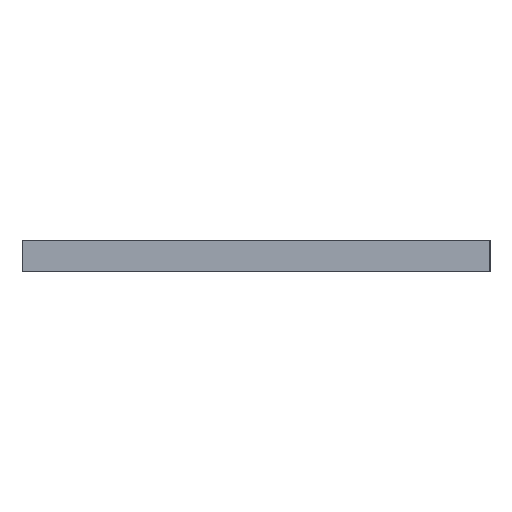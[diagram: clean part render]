
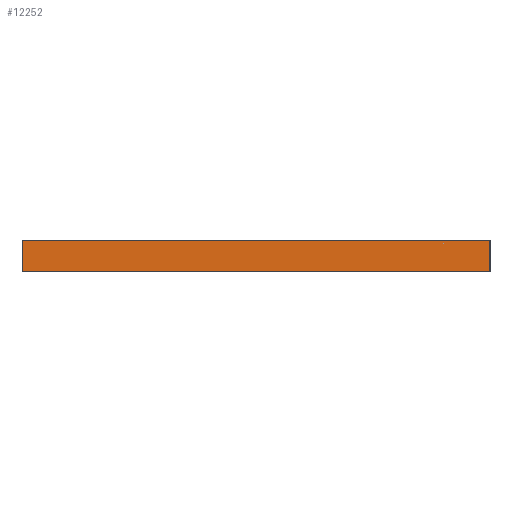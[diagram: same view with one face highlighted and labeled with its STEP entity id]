
A CAD part, left-side view. The second image highlights one B-rep face of the part: STEP entity #12252.
In plain terms, the highlighted planar face has unit normal (-1, 0, 0).
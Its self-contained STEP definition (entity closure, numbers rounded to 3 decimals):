
#32 = PLANE('',#33);
#33 = AXIS2_PLACEMENT_3D('',#34,#35,#36);
#34 = CARTESIAN_POINT('',(0.,0.,0.));
#35 = DIRECTION('',(0.,0.,1.));
#36 = DIRECTION('',(1.,0.,-0.));
#141 = VERTEX_POINT('',#142);
#142 = CARTESIAN_POINT('',(-150.,-75.,0.));
#158 = PLANE('',#159);
#159 = AXIS2_PLACEMENT_3D('',#160,#161,#162);
#160 = CARTESIAN_POINT('',(-150.,-75.,0.));
#161 = DIRECTION('',(0.,1.,0.));
#162 = DIRECTION('',(1.,0.,0.));
#199 = VERTEX_POINT('',#200);
#200 = CARTESIAN_POINT('',(-150.,75.,0.));
#214 = PLANE('',#215);
#215 = AXIS2_PLACEMENT_3D('',#216,#217,#218);
#216 = CARTESIAN_POINT('',(150.,75.,0.));
#217 = DIRECTION('',(0.,-1.,0.));
#218 = DIRECTION('',(-1.,0.,0.));
#226 = EDGE_CURVE('',#199,#141,#227,.T.);
#227 = SURFACE_CURVE('',#228,(#232,#239),.PCURVE_S1.);
#228 = LINE('',#229,#230);
#229 = CARTESIAN_POINT('',(-150.,75.,0.));
#230 = VECTOR('',#231,1.);
#231 = DIRECTION('',(0.,-1.,0.));
#232 = PCURVE('',#32,#233);
#233 = DEFINITIONAL_REPRESENTATION('',(#234),#238);
#234 = LINE('',#235,#236);
#235 = CARTESIAN_POINT('',(-150.,75.));
#236 = VECTOR('',#237,1.);
#237 = DIRECTION('',(0.,-1.));
#238 = ( GEOMETRIC_REPRESENTATION_CONTEXT(2) 
PARAMETRIC_REPRESENTATION_CONTEXT() REPRESENTATION_CONTEXT('2D SPACE',''
  ) );
#239 = PCURVE('',#240,#245);
#240 = PLANE('',#241);
#241 = AXIS2_PLACEMENT_3D('',#242,#243,#244);
#242 = CARTESIAN_POINT('',(-150.,75.,0.));
#243 = DIRECTION('',(1.,0.,-0.));
#244 = DIRECTION('',(0.,-1.,0.));
#245 = DEFINITIONAL_REPRESENTATION('',(#246),#250);
#246 = LINE('',#247,#248);
#247 = CARTESIAN_POINT('',(0.,0.));
#248 = VECTOR('',#249,1.);
#249 = DIRECTION('',(1.,0.));
#250 = ( GEOMETRIC_REPRESENTATION_CONTEXT(2) 
PARAMETRIC_REPRESENTATION_CONTEXT() REPRESENTATION_CONTEXT('2D SPACE',''
  ) );
#12149 = PLANE('',#12150);
#12150 = AXIS2_PLACEMENT_3D('',#12151,#12152,#12153);
#12151 = CARTESIAN_POINT('',(0.,70.,10.));
#12152 = DIRECTION('',(0.,0.,1.));
#12153 = DIRECTION('',(1.,0.,-0.));
#12185 = EDGE_CURVE('',#141,#12186,#12188,.T.);
#12186 = VERTEX_POINT('',#12187);
#12187 = CARTESIAN_POINT('',(-150.,-75.,10.));
#12188 = SURFACE_CURVE('',#12189,(#12193,#12200),.PCURVE_S1.);
#12189 = LINE('',#12190,#12191);
#12190 = CARTESIAN_POINT('',(-150.,-75.,0.));
#12191 = VECTOR('',#12192,1.);
#12192 = DIRECTION('',(0.,0.,1.));
#12193 = PCURVE('',#158,#12194);
#12194 = DEFINITIONAL_REPRESENTATION('',(#12195),#12199);
#12195 = LINE('',#12196,#12197);
#12196 = CARTESIAN_POINT('',(0.,0.));
#12197 = VECTOR('',#12198,1.);
#12198 = DIRECTION('',(0.,-1.));
#12199 = ( GEOMETRIC_REPRESENTATION_CONTEXT(2) 
PARAMETRIC_REPRESENTATION_CONTEXT() REPRESENTATION_CONTEXT('2D SPACE',''
  ) );
#12200 = PCURVE('',#240,#12201);
#12201 = DEFINITIONAL_REPRESENTATION('',(#12202),#12206);
#12202 = LINE('',#12203,#12204);
#12203 = CARTESIAN_POINT('',(150.,0.));
#12204 = VECTOR('',#12205,1.);
#12205 = DIRECTION('',(0.,-1.));
#12206 = ( GEOMETRIC_REPRESENTATION_CONTEXT(2) 
PARAMETRIC_REPRESENTATION_CONTEXT() REPRESENTATION_CONTEXT('2D SPACE',''
  ) );
#12252 = ADVANCED_FACE('',(#12253),#240,.F.);
#12253 = FACE_BOUND('',#12254,.F.);
#12254 = EDGE_LOOP('',(#12255,#12278,#12299,#12300));
#12255 = ORIENTED_EDGE('',*,*,#12256,.T.);
#12256 = EDGE_CURVE('',#199,#12257,#12259,.T.);
#12257 = VERTEX_POINT('',#12258);
#12258 = CARTESIAN_POINT('',(-150.,75.,10.));
#12259 = SURFACE_CURVE('',#12260,(#12264,#12271),.PCURVE_S1.);
#12260 = LINE('',#12261,#12262);
#12261 = CARTESIAN_POINT('',(-150.,75.,0.));
#12262 = VECTOR('',#12263,1.);
#12263 = DIRECTION('',(0.,0.,1.));
#12264 = PCURVE('',#240,#12265);
#12265 = DEFINITIONAL_REPRESENTATION('',(#12266),#12270);
#12266 = LINE('',#12267,#12268);
#12267 = CARTESIAN_POINT('',(0.,0.));
#12268 = VECTOR('',#12269,1.);
#12269 = DIRECTION('',(0.,-1.));
#12270 = ( GEOMETRIC_REPRESENTATION_CONTEXT(2) 
PARAMETRIC_REPRESENTATION_CONTEXT() REPRESENTATION_CONTEXT('2D SPACE',''
  ) );
#12271 = PCURVE('',#214,#12272);
#12272 = DEFINITIONAL_REPRESENTATION('',(#12273),#12277);
#12273 = LINE('',#12274,#12275);
#12274 = CARTESIAN_POINT('',(300.,0.));
#12275 = VECTOR('',#12276,1.);
#12276 = DIRECTION('',(0.,-1.));
#12277 = ( GEOMETRIC_REPRESENTATION_CONTEXT(2) 
PARAMETRIC_REPRESENTATION_CONTEXT() REPRESENTATION_CONTEXT('2D SPACE',''
  ) );
#12278 = ORIENTED_EDGE('',*,*,#12279,.T.);
#12279 = EDGE_CURVE('',#12257,#12186,#12280,.T.);
#12280 = SURFACE_CURVE('',#12281,(#12285,#12292),.PCURVE_S1.);
#12281 = LINE('',#12282,#12283);
#12282 = CARTESIAN_POINT('',(-150.,75.,10.));
#12283 = VECTOR('',#12284,1.);
#12284 = DIRECTION('',(0.,-1.,0.));
#12285 = PCURVE('',#240,#12286);
#12286 = DEFINITIONAL_REPRESENTATION('',(#12287),#12291);
#12287 = LINE('',#12288,#12289);
#12288 = CARTESIAN_POINT('',(0.,-10.));
#12289 = VECTOR('',#12290,1.);
#12290 = DIRECTION('',(1.,0.));
#12291 = ( GEOMETRIC_REPRESENTATION_CONTEXT(2) 
PARAMETRIC_REPRESENTATION_CONTEXT() REPRESENTATION_CONTEXT('2D SPACE',''
  ) );
#12292 = PCURVE('',#12149,#12293);
#12293 = DEFINITIONAL_REPRESENTATION('',(#12294),#12298);
#12294 = LINE('',#12295,#12296);
#12295 = CARTESIAN_POINT('',(-150.,5.));
#12296 = VECTOR('',#12297,1.);
#12297 = DIRECTION('',(0.,-1.));
#12298 = ( GEOMETRIC_REPRESENTATION_CONTEXT(2) 
PARAMETRIC_REPRESENTATION_CONTEXT() REPRESENTATION_CONTEXT('2D SPACE',''
  ) );
#12299 = ORIENTED_EDGE('',*,*,#12185,.F.);
#12300 = ORIENTED_EDGE('',*,*,#226,.F.);
